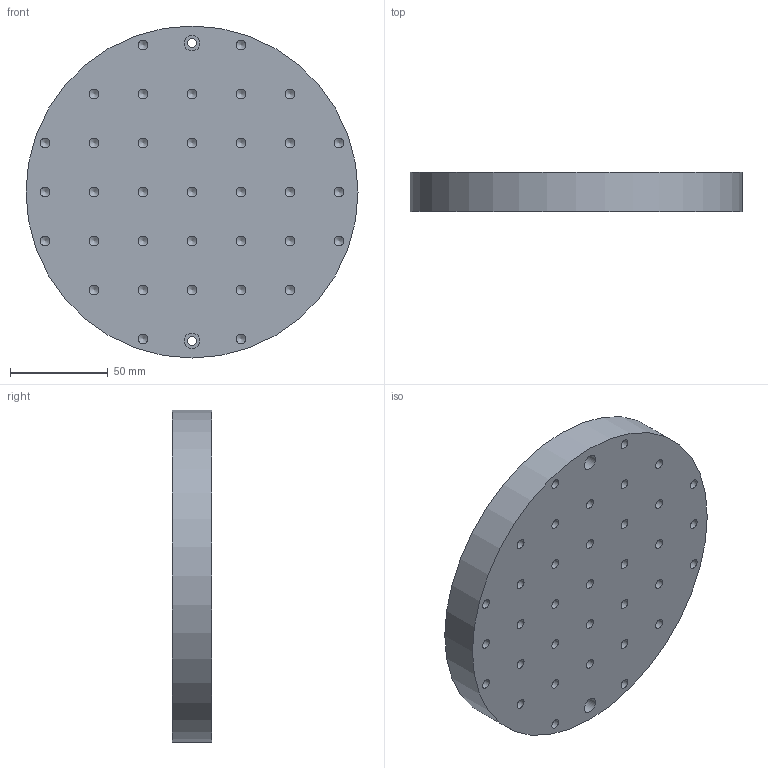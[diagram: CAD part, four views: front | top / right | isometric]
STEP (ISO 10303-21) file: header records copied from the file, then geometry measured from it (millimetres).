
FILE_DESCRIPTION(/* description */ (''),/* implementation_level */ '2;1');
FILE_NAME(/* name */ 'substrate plate With Lots of holes no chamfer.stp',/* time_stamp */ '2025-08-05T15:39:29-04:00',/* author */ ('mayhe'),/* organization */ (''),/* preprocessor_version */ 'ST-DEVELOPER v20',/* originating_system */ 'Autodesk Inventor 2025',/* authorisation */ '');
FILE_SCHEMA (('AUTOMOTIVE_DESIGN { 1 0 10303 214 3 1 1 }'));
Length unit declared in the file: millimetre
Products named in the file (1): substrate plate With Lots of holes
Bounding box: 169.5 x 20 x 169.5 mm (x, y, z)
Volume: 439536.7 mm3; surface area: 64765.7 mm2
Topology: 1 solids, 1 shells, 79 faces, 190 edges, 115 vertices
Faces by surface type: cylinder 40, cone 35, plane 4
Full cylindrical faces by diameter (mm): 4.5 x2, 4.917 x35, 8 x2, 169.5 x1
Entity records: 2160 total; most frequent: DIRECTION 395, CARTESIAN_POINT 350, ORIENTED_EDGE 310, AXIS2_PLACEMENT_3D 160, EDGE_CURVE 155, EDGE_LOOP 120, VERTEX_POINT 115, CIRCLE 80
